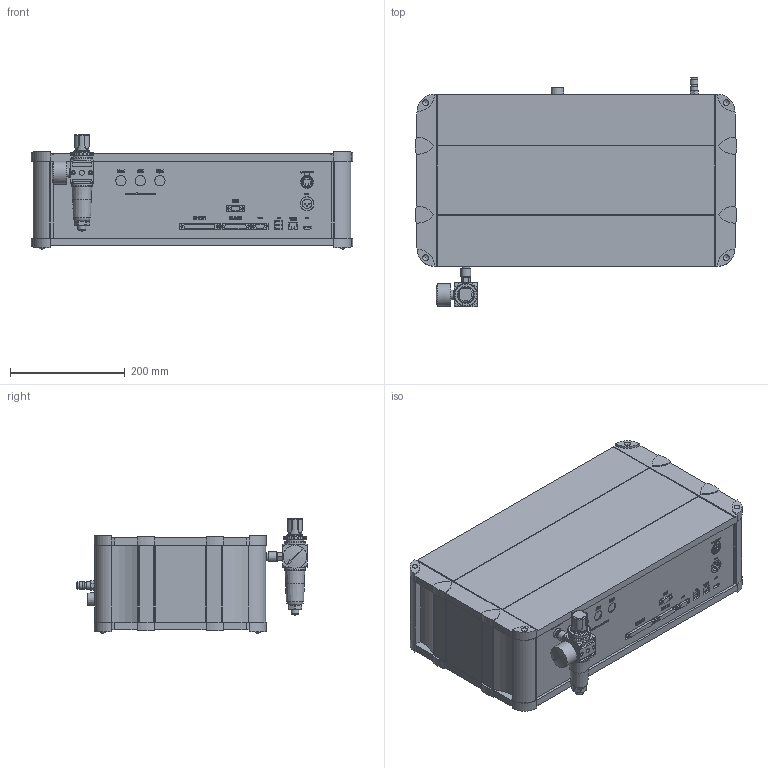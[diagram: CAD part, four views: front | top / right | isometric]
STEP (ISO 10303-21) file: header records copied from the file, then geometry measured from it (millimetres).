
FILE_DESCRIPTION(/* description */ (''),/* implementation_level */ '2;1');
FILE_NAME(/* name */ 'LTC-902 neu.stp',/* time_stamp */ '2017-07-18T09:36:18+02:00',/* author */ ('S.Hachenberger'),/* organization */ (''),/* preprocessor_version */ 'ST-DEVELOPER v16.5',/* originating_system */ 'Autodesk Inventor 2017',/* authorisation */ '');
FILE_SCHEMA (('CONFIG_CONTROL_DESIGN'));
Products named in the file (1): Lecktestcomputer LTC-902 gefüllt
Bounding box: 561 x 401 x 200 mm (x, y, z)
Volume: 25816429.9 mm3; surface area: 678683.1 mm2
Topology: 1 solids, 1 shells, 5437 faces, 14669 edges, 9751 vertices
Faces by surface type: plane 2934, bspline 2032, cylinder 408, torus 31, cone 22, sphere 10
Full cylindrical faces by diameter (mm): 2.371 x1, 2.38 x3, 2.5 x9, 2.523 x1, 3 x1, 4.5 x8, 5.5 x1, 6.2 x1, 7.2 x4, 8.566 x2, 9 x1, 9.5 x1, 9.728 x1, 10.5 x1, 11 x1, 12 x3, 12.5 x1, 13 x2, 13.8 x1, 14 x1, 16 x2, 17 x1, 18 x4, 19.5 x1, 22 x1, 23.6 x1, 24 x1, 30 x2, 36 x1, 38 x1
Entity records: 188018 total; most frequent: CARTESIAN_POINT 62329, ORIENTED_EDGE 29084, DIRECTION 18047, EDGE_CURVE 14542, VERTEX_POINT 9716, LINE 9435, VECTOR 9435, EDGE_LOOP 6050
